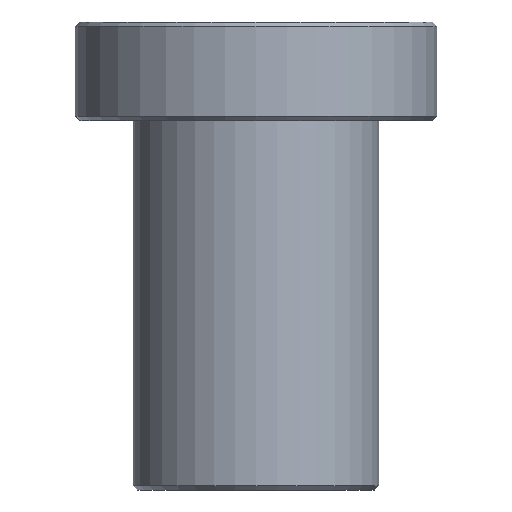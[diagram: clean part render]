
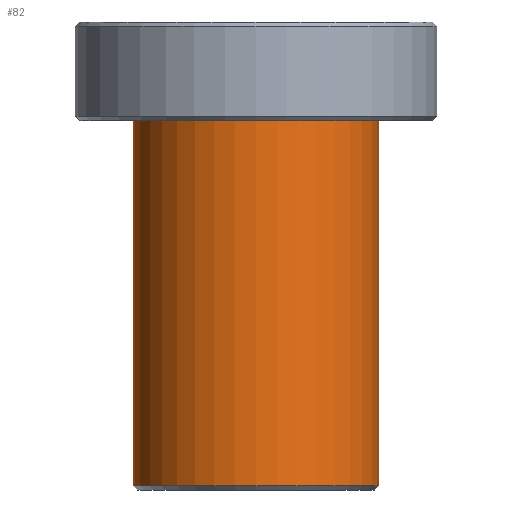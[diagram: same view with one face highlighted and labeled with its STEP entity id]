
A CAD part, front view. The second image highlights one B-rep face of the part: STEP entity #82.
In plain terms, the highlighted cylindrical face has radius 14.975 mm (diameter 29.95 mm), a full revolution.
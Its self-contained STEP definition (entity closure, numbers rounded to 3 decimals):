
#82 = ADVANCED_FACE( '', ( #115, #116 ), #117, .T. );
#115 = FACE_OUTER_BOUND( '', #169, .T. );
#116 = FACE_OUTER_BOUND( '', #170, .T. );
#117 = CYLINDRICAL_SURFACE( '', #171, 14.975 );
#169 = EDGE_LOOP( '', ( #237 ) );
#170 = EDGE_LOOP( '', ( #238 ) );
#171 = AXIS2_PLACEMENT_3D( '', #239, #240, #241 );
#237 = ORIENTED_EDGE( '', *, *, #304, .F. );
#238 = ORIENTED_EDGE( '', *, *, #305, .T. );
#239 = CARTESIAN_POINT( '', ( 0., 0., 0. ) );
#240 = DIRECTION( '', ( 0., 0., -1. ) );
#241 = DIRECTION( '', ( 1., 0., 0. ) );
#304 = EDGE_CURVE( '', #334, #334, #335, .T. );
#305 = EDGE_CURVE( '', #336, #336, #337, .T. );
#334 = VERTEX_POINT( '', #370 );
#335 = CIRCLE( '', #371, 14.975 );
#336 = VERTEX_POINT( '', #372 );
#337 = CIRCLE( '', #373, 14.975 );
#370 = CARTESIAN_POINT( '', ( 14.975, 0., -12. ) );
#371 = AXIS2_PLACEMENT_3D( '', #418, #419, #420 );
#372 = CARTESIAN_POINT( '', ( 14.975, 0., -56.5 ) );
#373 = AXIS2_PLACEMENT_3D( '', #421, #422, #423 );
#418 = CARTESIAN_POINT( '', ( 0., 0., -12. ) );
#419 = DIRECTION( '', ( 0., 0., 1. ) );
#420 = DIRECTION( '', ( 1., 0., 0. ) );
#421 = CARTESIAN_POINT( '', ( 0., 0., -56.5 ) );
#422 = DIRECTION( '', ( 0., 0., 1. ) );
#423 = DIRECTION( '', ( 1., 0., 0. ) );
